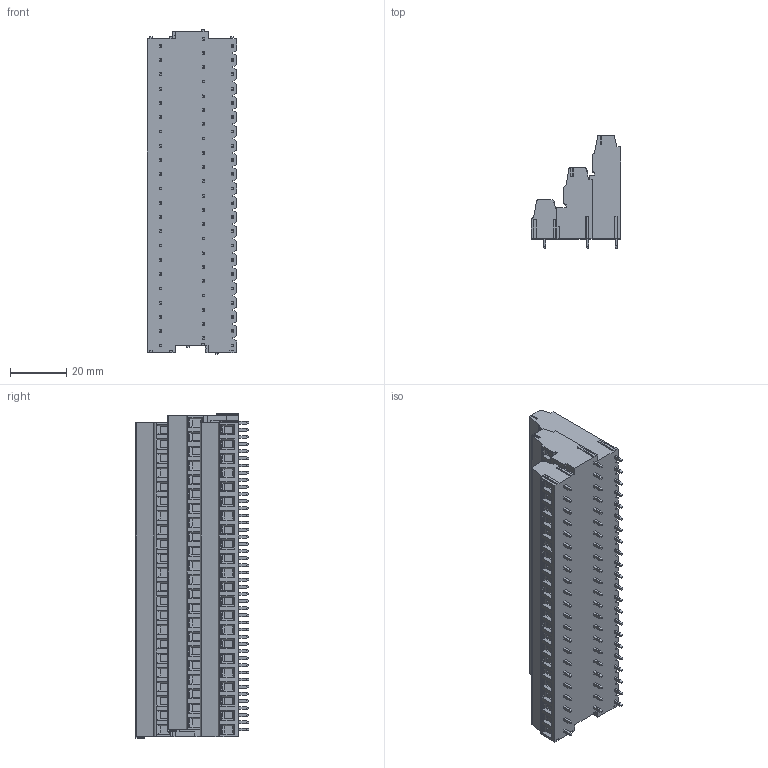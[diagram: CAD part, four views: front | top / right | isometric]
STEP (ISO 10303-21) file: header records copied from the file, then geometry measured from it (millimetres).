
FILE_DESCRIPTION((''),'2;1');
FILE_NAME('TL338VH3R-XXP-XS','2025-02-26T',('yanfa'),(''),'PRO/ENGINEER BY PARAMETRIC TECHNOLOGY CORPORATION, 2009280','PRO/ENGINEER BY PARAMETRIC TECHNOLOGY CORPORATION, 2009280','');
FILE_SCHEMA(('AUTOMOTIVE_DESIGN_CC2 { 1 2 10303 214 -1 1 5 2 }'));
Products named in the file (1): TL338VH3R-XXP-XS
Bounding box: 31.8 x 40.3 x 115.45 mm (x, y, z)
Volume: 77982.2 mm3; surface area: 24192 mm2
Topology: 1 solids, 1 shells, 3207 faces, 7899 edges, 4893 vertices
Faces by surface type: plane 2070, cylinder 655, cone 264, torus 132, sphere 86
Entity records: 94411 total; most frequent: CARTESIAN_POINT 18639, ORIENTED_EDGE 15714, DIRECTION 15533, EDGE_CURVE 7857, VECTOR 5627, LINE 5627, AXIS2_PLACEMENT_3D 4953, VERTEX_POINT 4893
